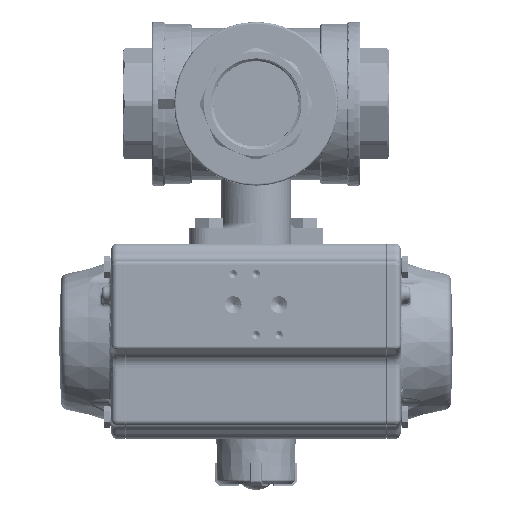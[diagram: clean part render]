
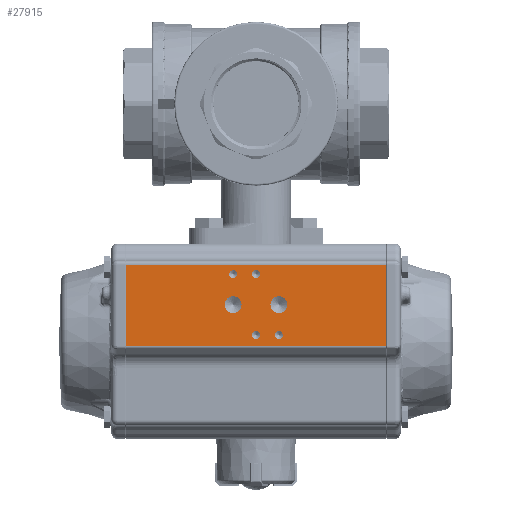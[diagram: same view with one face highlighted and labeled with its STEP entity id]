
A CAD part, front view. The second image highlights one B-rep face of the part: STEP entity #27915.
In plain terms, the highlighted face is planar.
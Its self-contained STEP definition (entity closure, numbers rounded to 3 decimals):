
#1217=PLANE('',#30665);
#3380=LINE('',#69078,#5475);
#3383=LINE('',#69091,#5478);
#3419=LINE('',#69213,#5514);
#3420=LINE('',#69215,#5515);
#5475=VECTOR('',#37504,1000.);
#5478=VECTOR('',#37515,1000.);
#5514=VECTOR('',#37639,1000.);
#5515=VECTOR('',#37642,1000.);
#13819=ORIENTED_EDGE('',*,*,#18267,.T.);
#13820=ORIENTED_EDGE('',*,*,#18335,.F.);
#13821=ORIENTED_EDGE('',*,*,#18273,.F.);
#13822=ORIENTED_EDGE('',*,*,#18336,.T.);
#13823=ORIENTED_EDGE('',*,*,#17885,.F.);
#13824=ORIENTED_EDGE('',*,*,#17883,.F.);
#13825=ORIENTED_EDGE('',*,*,#17881,.F.);
#13826=ORIENTED_EDGE('',*,*,#17879,.F.);
#13827=ORIENTED_EDGE('',*,*,#17877,.F.);
#13828=ORIENTED_EDGE('',*,*,#17875,.F.);
#17875=EDGE_CURVE('',#20947,#20947,#22292,.T.);
#17877=EDGE_CURVE('',#20950,#20950,#22294,.T.);
#17879=EDGE_CURVE('',#20953,#20953,#22296,.T.);
#17881=EDGE_CURVE('',#20956,#20956,#22298,.T.);
#17883=EDGE_CURVE('',#20959,#20959,#22300,.T.);
#17885=EDGE_CURVE('',#20962,#20962,#22302,.T.);
#18267=EDGE_CURVE('',#21228,#21227,#3380,.T.);
#18273=EDGE_CURVE('',#21233,#21234,#3383,.T.);
#18335=EDGE_CURVE('',#21234,#21227,#3419,.T.);
#18336=EDGE_CURVE('',#21233,#21228,#3420,.T.);
#20947=VERTEX_POINT('',#66306);
#20950=VERTEX_POINT('',#66313);
#20953=VERTEX_POINT('',#66320);
#20956=VERTEX_POINT('',#66327);
#20959=VERTEX_POINT('',#66334);
#20962=VERTEX_POINT('',#66341);
#21227=VERTEX_POINT('',#69077);
#21228=VERTEX_POINT('',#69079);
#21233=VERTEX_POINT('',#69090);
#21234=VERTEX_POINT('',#69092);
#22292=CIRCLE('',#30251,2.1);
#22294=CIRCLE('',#30255,2.1);
#22296=CIRCLE('',#30259,2.1);
#22298=CIRCLE('',#30263,2.1);
#22300=CIRCLE('',#30267,4.4);
#22302=CIRCLE('',#30271,4.4);
#24241=EDGE_LOOP('',(#13819,#13820,#13821,#13822));
#24242=EDGE_LOOP('',(#13823));
#24243=EDGE_LOOP('',(#13824));
#24244=EDGE_LOOP('',(#13825));
#24245=EDGE_LOOP('',(#13826));
#24246=EDGE_LOOP('',(#13827));
#24247=EDGE_LOOP('',(#13828));
#26054=FACE_BOUND('',#24241,.T.);
#26055=FACE_BOUND('',#24242,.T.);
#26056=FACE_BOUND('',#24243,.T.);
#26057=FACE_BOUND('',#24244,.T.);
#26058=FACE_BOUND('',#24245,.T.);
#26059=FACE_BOUND('',#24246,.T.);
#26060=FACE_BOUND('',#24247,.T.);
#27915=ADVANCED_FACE('',(#26054,#26055,#26056,#26057,#26058,#26059,#26060),
#1217,.F.);
#30251=AXIS2_PLACEMENT_3D('',#66305,#36652,#36653);
#30255=AXIS2_PLACEMENT_3D('',#66312,#36660,#36661);
#30259=AXIS2_PLACEMENT_3D('',#66319,#36668,#36669);
#30263=AXIS2_PLACEMENT_3D('',#66326,#36676,#36677);
#30267=AXIS2_PLACEMENT_3D('',#66333,#36684,#36685);
#30271=AXIS2_PLACEMENT_3D('',#66340,#36692,#36693);
#30665=AXIS2_PLACEMENT_3D('',#69214,#37640,#37641);
#36652=DIRECTION('',(-1.,0.,0.));
#36653=DIRECTION('',(0.,0.,1.));
#36660=DIRECTION('',(-1.,0.,0.));
#36661=DIRECTION('',(0.,0.,1.));
#36668=DIRECTION('',(-1.,0.,0.));
#36669=DIRECTION('',(0.,0.,1.));
#36676=DIRECTION('',(-1.,0.,0.));
#36677=DIRECTION('',(0.,0.,1.));
#36684=DIRECTION('',(-1.,0.,0.));
#36685=DIRECTION('',(0.,0.,1.));
#36692=DIRECTION('',(-1.,0.,0.));
#36693=DIRECTION('',(0.,0.,1.));
#37504=DIRECTION('',(0.,-1.,0.));
#37515=DIRECTION('',(0.,-1.,0.));
#37639=DIRECTION('',(0.,0.,-1.));
#37640=DIRECTION('',(1.,0.,0.));
#37641=DIRECTION('',(0.,0.,1.));
#37642=DIRECTION('',(0.,0.,-1.));
#66305=CARTESIAN_POINT('',(-53.5,-35.5,12.));
#66306=CARTESIAN_POINT('',(-53.5,-35.5,14.1));
#66312=CARTESIAN_POINT('',(-53.5,-35.5,0.));
#66313=CARTESIAN_POINT('',(-53.5,-35.5,2.1));
#66319=CARTESIAN_POINT('',(-53.5,-3.5,0.));
#66320=CARTESIAN_POINT('',(-53.5,-3.5,2.1));
#66326=CARTESIAN_POINT('',(-53.5,-3.5,-12.));
#66327=CARTESIAN_POINT('',(-53.5,-3.5,-9.9));
#66333=CARTESIAN_POINT('',(-53.5,-19.5,12.));
#66334=CARTESIAN_POINT('',(-53.5,-19.5,16.4));
#66340=CARTESIAN_POINT('',(-53.5,-19.5,-12.));
#66341=CARTESIAN_POINT('',(-53.5,-19.5,-7.6));
#69077=CARTESIAN_POINT('',(-53.5,-40.5,-68.5));
#69078=CARTESIAN_POINT('',(-53.5,2.212,-68.5));
#69079=CARTESIAN_POINT('',(-53.5,2.212,-68.5));
#69090=CARTESIAN_POINT('',(-53.5,2.212,68.5));
#69091=CARTESIAN_POINT('',(-53.5,2.212,68.5));
#69092=CARTESIAN_POINT('',(-53.5,-40.5,68.5));
#69213=CARTESIAN_POINT('',(-53.5,-40.5,68.5));
#69214=CARTESIAN_POINT('',(-53.5,2.212,68.5));
#69215=CARTESIAN_POINT('',(-53.5,2.212,68.5));
